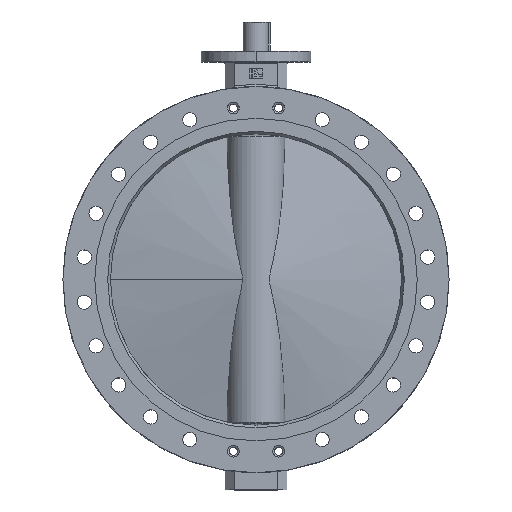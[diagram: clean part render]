
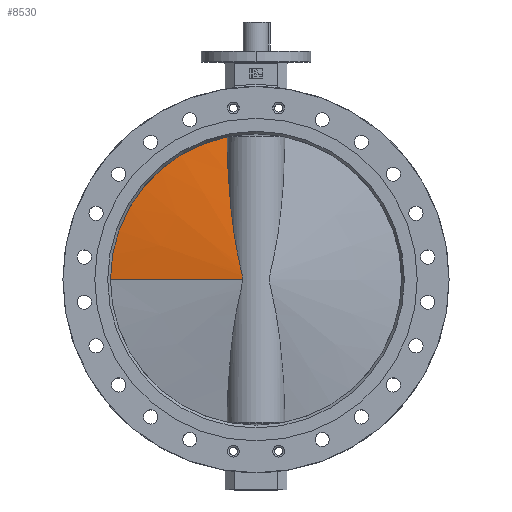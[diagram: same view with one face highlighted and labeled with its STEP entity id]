
A CAD part, top view. The second image highlights one B-rep face of the part: STEP entity #8530.
In plain terms, the highlighted conical face has half-angle 79.895 degrees and reference radius 5611.26 mm.
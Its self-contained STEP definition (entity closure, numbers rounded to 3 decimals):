
#557 = AXIS2_PLACEMENT_3D ( 'NONE', #9429, #9430, #9431 ) ;
#976 = CARTESIAN_POINT ( 'NONE',  ( 70.894, 0., 37.068 ) ) ;
#984 = CARTESIAN_POINT ( 'NONE',  ( 6.29, 0., 399.578 ) ) ;
#1049 = CARTESIAN_POINT ( 'NONE',  ( 6.29, 391.538, 79.752 ) ) ;
#2794 = AXIS2_PLACEMENT_3D ( 'NONE', #4324, #4325, #4323 ) ;
#3794 = FACE_OUTER_BOUND ( 'NONE', #9741, .T. ) ;
#3809 = CONICAL_SURFACE ( 'NONE', #2794, 5611.261, 1.394 ) ;
#4323 = DIRECTION ( 'NONE',  ( 0., 0., 1. ) ) ;
#4324 = CARTESIAN_POINT ( 'NONE',  ( -922.5, 0., 0. ) ) ;
#4325 = DIRECTION ( 'NONE',  ( -1., 0., 0. ) ) ;
#5567 = VERTEX_POINT ( 'NONE', #976 ) ;
#5575 = VERTEX_POINT ( 'NONE', #984 ) ;
#5640 = VERTEX_POINT ( 'NONE', #1049 ) ;
#6263 = EDGE_CURVE ( 'NONE', #5567, #5575, #8799, .T. ) ;
#6288 = EDGE_CURVE ( 'NONE', #5640, #5567, #9765, .T. ) ;
#6289 = EDGE_CURVE ( 'NONE', #5640, #5575, #8822, .T. ) ;
#8223 = ORIENTED_EDGE ( 'NONE', *, *, #6289, .T. ) ;
#8530 = ADVANCED_FACE ( 'NONE', ( #3794 ), #3809, .T. ) ;
#8799 = LINE ( 'NONE', #9108, #8800 ) ;
#8800 = VECTOR ( 'NONE', #9109, 1000. ) ;
#8822 = CIRCLE ( 'NONE', #557, 399.578 ) ;
#9108 = CARTESIAN_POINT ( 'NONE',  ( 77.5, 0., 0. ) ) ;
#9109 = DIRECTION ( 'NONE',  ( -0.175, 0., 0.984 ) ) ;
#9388 = CARTESIAN_POINT ( 'NONE',  ( 9.164, 375.128, 79.526 ) ) ;
#9389 = CARTESIAN_POINT ( 'NONE',  ( 6.29, 391.538, 79.752 ) ) ;
#9393 = CARTESIAN_POINT ( 'NONE',  ( 12.036, 358.722, 79.143 ) ) ;
#9394 = CARTESIAN_POINT ( 'NONE',  ( 17.777, 325.92, 78.055 ) ) ;
#9395 = CARTESIAN_POINT ( 'NONE',  ( 20.646, 309.523, 77.348 ) ) ;
#9396 = CARTESIAN_POINT ( 'NONE',  ( 26.378, 276.739, 75.586 ) ) ;
#9397 = CARTESIAN_POINT ( 'NONE',  ( 29.243, 260.35, 74.529 ) ) ;
#9398 = CARTESIAN_POINT ( 'NONE',  ( 34.958, 227.617, 72.026 ) ) ;
#9399 = CARTESIAN_POINT ( 'NONE',  ( 37.81, 211.269, 70.579 ) ) ;
#9400 = CARTESIAN_POINT ( 'NONE',  ( 43.496, 178.615, 67.224 ) ) ;
#9401 = CARTESIAN_POINT ( 'NONE',  ( 46.33, 162.31, 65.317 ) ) ;
#9402 = CARTESIAN_POINT ( 'NONE',  ( 50.558, 137.889, 62.025 ) ) ;
#9403 = CARTESIAN_POINT ( 'NONE',  ( 51.963, 129.755, 60.855 ) ) ;
#9404 = CARTESIAN_POINT ( 'NONE',  ( 54.758, 113.514, 58.353 ) ) ;
#9405 = CARTESIAN_POINT ( 'NONE',  ( 56.148, 105.407, 57.02 ) ) ;
#9406 = CARTESIAN_POINT ( 'NONE',  ( 58.905, 89.222, 54.167 ) ) ;
#9407 = CARTESIAN_POINT ( 'NONE',  ( 60.272, 81.143, 52.647 ) ) ;
#9408 = CARTESIAN_POINT ( 'NONE',  ( 62.288, 69.047, 50.213 ) ) ;
#9409 = CARTESIAN_POINT ( 'NONE',  ( 62.954, 65.019, 49.376 ) ) ;
#9410 = CARTESIAN_POINT ( 'NONE',  ( 64.268, 56.968, 47.653 ) ) ;
#9411 = CARTESIAN_POINT ( 'NONE',  ( 64.916, 52.945, 46.767 ) ) ;
#9412 = CARTESIAN_POINT ( 'NONE',  ( 66.182, 44.903, 44.957 ) ) ;
#9413 = CARTESIAN_POINT ( 'NONE',  ( 66.801, 40.883, 44.032 ) ) ;
#9414 = CARTESIAN_POINT ( 'NONE',  ( 67.688, 34.847, 42.646 ) ) ;
#9415 = CARTESIAN_POINT ( 'NONE',  ( 67.976, 32.834, 42.184 ) ) ;
#9416 = CARTESIAN_POINT ( 'NONE',  ( 68.534, 28.803, 41.272 ) ) ;
#9417 = CARTESIAN_POINT ( 'NONE',  ( 68.803, 26.785, 40.822 ) ) ;
#9418 = CARTESIAN_POINT ( 'NONE',  ( 69.312, 22.741, 39.951 ) ) ;
#9419 = CARTESIAN_POINT ( 'NONE',  ( 69.552, 20.714, 39.531 ) ) ;
#9420 = CARTESIAN_POINT ( 'NONE',  ( 69.99, 16.644, 38.751 ) ) ;
#9421 = CARTESIAN_POINT ( 'NONE',  ( 70.188, 14.601, 38.39 ) ) ;
#9422 = CARTESIAN_POINT ( 'NONE',  ( 70.521, 10.488, 37.774 ) ) ;
#9423 = CARTESIAN_POINT ( 'NONE',  ( 70.657, 8.419, 37.518 ) ) ;
#9424 = CARTESIAN_POINT ( 'NONE',  ( 70.844, 4.241, 37.165 ) ) ;
#9425 = CARTESIAN_POINT ( 'NONE',  ( 70.894, 2.132, 37.068 ) ) ;
#9426 = CARTESIAN_POINT ( 'NONE',  ( 70.894, 0., 37.068 ) ) ;
#9429 = CARTESIAN_POINT ( 'NONE',  ( 6.29, 0., 0. ) ) ;
#9430 = DIRECTION ( 'NONE',  ( 1., 0., 0. ) ) ;
#9431 = DIRECTION ( 'NONE',  ( 0., 0., -1. ) ) ;
#9653 = ORIENTED_EDGE ( 'NONE', *, *, #6263, .F. ) ;
#9657 = ORIENTED_EDGE ( 'NONE', *, *, #6288, .F. ) ;
#9741 = EDGE_LOOP ( 'NONE', ( #9653, #9657, #8223 ) ) ;
#9765 = B_SPLINE_CURVE_WITH_KNOTS ( 'NONE', 3,
 ( #9389, #9388, #9393, #9394, #9395, #9396, #9397, #9398, #9399, #9400, #9401, #9402, #9403, #9404, #9405, #9406, #9407, #9408, #9409, #9410, #9411, #9412, #9413, #9414, #9415, #9416, #9417, #9418, #9419, #9420, #9421, #9422, #9423, #9424, #9425, #9426 ),
 .UNSPECIFIED., .F., .F.,
 ( 4, 2, 2, 2, 2, 2, 2, 2, 2, 2, 2, 2, 2, 2, 2, 2, 2, 4 ),
 ( 0.042, 0.092, 0.142, 0.192, 0.242, 0.291, 0.316, 0.341, 0.366, 0.379, 0.391, 0.404, 0.41, 0.416, 0.423, 0.429, 0.435, 0.441 ),
 .UNSPECIFIED. ) ;
